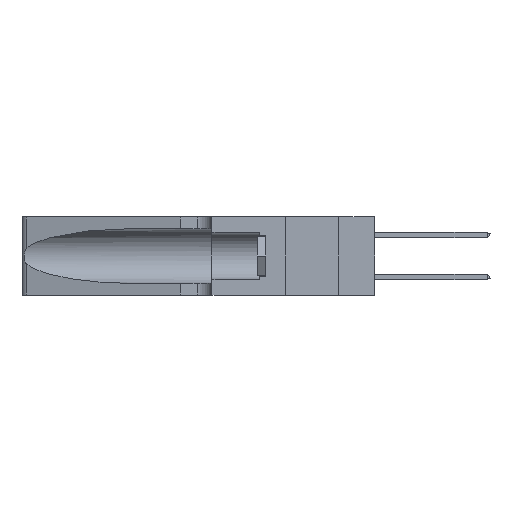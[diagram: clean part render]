
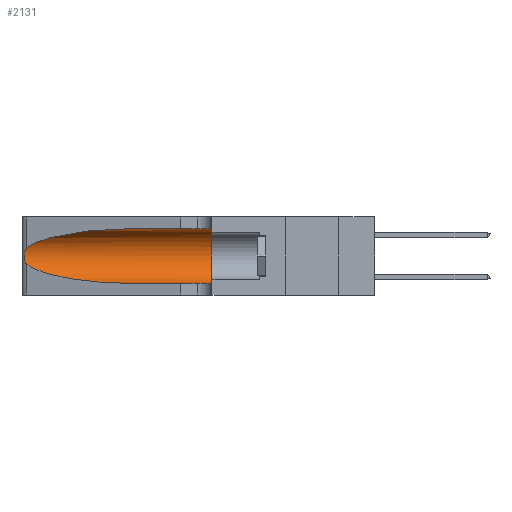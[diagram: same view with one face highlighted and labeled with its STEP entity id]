
A CAD part, left-side view. The second image highlights one B-rep face of the part: STEP entity #2131.
In plain terms, the highlighted cylindrical face has radius 3.308 mm (diameter 6.617 mm), a partial arc.
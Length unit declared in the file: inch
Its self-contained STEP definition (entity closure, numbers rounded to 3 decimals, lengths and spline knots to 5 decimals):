
#773 = CARTESIAN_POINT ( 'NONE',  ( 0.25487, 1.22718, 0.14631 ) ) ;
#1166 = CARTESIAN_POINT ( 'NONE',  ( 0.1305, 1.61858, 0.05475 ) ) ;
#1515 = VERTEX_POINT ( 'NONE', #15846 ) ;
#1688 = VERTEX_POINT ( 'NONE', #19291 ) ;
#1914 = CARTESIAN_POINT ( 'NONE',  ( 0.25639, 1.23186, 0.15144 ) ) ;
#2131 = ADVANCED_FACE ( 'NONE', ( #4302 ), #3551, .F. ) ;
#2712 = ORIENTED_EDGE ( 'NONE', *, *, #18839, .F. ) ;
#3551 = CYLINDRICAL_SURFACE ( 'NONE', #17746, 0.13025 ) ;
#4122 = CARTESIAN_POINT ( 'NONE',  ( 0.2373, 1.15595, 0.08982 ) ) ;
#4249 = CARTESIAN_POINT ( 'NONE',  ( 0.25555, 1.22994, 0.2215 ) ) ;
#4302 = FACE_OUTER_BOUND ( 'NONE', #17376, .T. ) ;
#4351 = CARTESIAN_POINT ( 'NONE',  ( 0.25487, 1.22718, 0.14631 ) ) ;
#4773 = ORIENTED_EDGE ( 'NONE', *, *, #26730, .T. ) ;
#5579 = CIRCLE ( 'NONE', #27909, 0.13025 ) ;
#5632 =( BOUNDED_CURVE ( )  B_SPLINE_CURVE ( 3, ( #6488, #4122, #8894, #25385 ),
 .UNSPECIFIED., .F., .T. ) 
 B_SPLINE_CURVE_WITH_KNOTS ( ( 4, 4 ),
 ( 3.44316, 4.71239 ),
 .UNSPECIFIED. ) 
 CURVE ( )  GEOMETRIC_REPRESENTATION_ITEM ( )  RATIONAL_B_SPLINE_CURVE ( ( 1., 0.87, 0.87, 1. ) ) 
 REPRESENTATION_ITEM ( '' )  );
#6249 = CARTESIAN_POINT ( 'NONE',  ( 0.18966, 0.96281, 0.31525 ) ) ;
#6488 = CARTESIAN_POINT ( 'NONE',  ( 0.25487, 1.22718, 0.14631 ) ) ;
#6616 = CARTESIAN_POINT ( 'NONE',  ( 0.25639, 1.23184, 0.21858 ) ) ;
#6956 = VERTEX_POINT ( 'NONE', #23039 ) ;
#7389 = EDGE_CURVE ( 'NONE', #14761, #1515, #5579, .T. ) ;
#8293 = DIRECTION ( 'NONE',  ( 0., -1., 0. ) ) ;
#8758 = CARTESIAN_POINT ( 'NONE',  ( 0.1305, 0.72297, 0.31525 ) ) ;
#8894 = CARTESIAN_POINT ( 'NONE',  ( 0.18966, 0.96281, 0.05475 ) ) ;
#9028 = CARTESIAN_POINT ( 'NONE',  ( 0.25854, 1.2359, 0.20912 ) ) ;
#9742 = VERTEX_POINT ( 'NONE', #773 ) ;
#10658 = CARTESIAN_POINT ( 'NONE',  ( 0.1305, 0.35, 0.185 ) ) ;
#11403 = EDGE_CURVE ( 'NONE', #9742, #6956, #5632, .T. ) ;
#11443 = CARTESIAN_POINT ( 'NONE',  ( 0.26075, 1.23896, 0.19203 ) ) ;
#13071 = DIRECTION ( 'NONE',  ( 0., 0., 1. ) ) ;
#13535 = ORIENTED_EDGE ( 'NONE', *, *, #19864, .T. ) ;
#13753 = DIRECTION ( 'NONE',  ( 0., -1., 0. ) ) ;
#13816 = CARTESIAN_POINT ( 'NONE',  ( 0.26017, 1.23833, 0.17102 ) ) ;
#14280 = VERTEX_POINT ( 'NONE', #17123 ) ;
#14421 = DIRECTION ( 'NONE',  ( 0., -1., 0. ) ) ;
#14761 = VERTEX_POINT ( 'NONE', #21707 ) ;
#15846 = CARTESIAN_POINT ( 'NONE',  ( 0.1305, 0.35, 0.05475 ) ) ;
#15911 = CARTESIAN_POINT ( 'NONE',  ( 0.25487, 1.22718, 0.22369 ) ) ;
#16116 = LINE ( 'NONE', #26127, #27902 ) ;
#16181 = CARTESIAN_POINT ( 'NONE',  ( 0.25789, 1.23486, 0.15765 ) ) ;
#17123 = CARTESIAN_POINT ( 'NONE',  ( 0.25487, 1.22718, 0.22369 ) ) ;
#17292 =( BOUNDED_CURVE ( )  B_SPLINE_CURVE ( 3, ( #8758, #6249, #30024, #15911 ),
 .UNSPECIFIED., .F., .T. ) 
 B_SPLINE_CURVE_WITH_KNOTS ( ( 4, 4 ),
 ( 1.5708, 2.84003 ),
 .UNSPECIFIED. ) 
 CURVE ( )  GEOMETRIC_REPRESENTATION_ITEM ( )  RATIONAL_B_SPLINE_CURVE ( ( 1., 0.87, 0.87, 1. ) ) 
 REPRESENTATION_ITEM ( '' )  );
#17376 = EDGE_LOOP ( 'NONE', ( #13535, #29695, #19971, #4773, #27741, #2712 ) ) ;
#17746 = AXIS2_PLACEMENT_3D ( 'NONE', #23081, #13753, #18266 ) ;
#18266 = DIRECTION ( 'NONE',  ( 0., 0., -1. ) ) ;
#18529 = CARTESIAN_POINT ( 'NONE',  ( 0.25555, 1.22993, 0.14849 ) ) ;
#18681 = EDGE_CURVE ( 'NONE', #14280, #9742, #18837, .T. ) ;
#18837 = B_SPLINE_CURVE_WITH_KNOTS ( 'NONE', 3,
 ( #27707, #4249, #6616, #23159, #9028, #25524, #11443, #27918, #13816, #30287, #16181, #1914, #18529, #4351 ),
 .UNSPECIFIED., .F., .F.,
 ( 4, 2, 2, 2, 2, 2, 4 ),
 ( 0., 0.00027, 0.00053, 0.00107, 0.0016, 0.00187, 0.00214 ),
 .UNSPECIFIED. ) ;
#18839 = EDGE_CURVE ( 'NONE', #1688, #14761, #16116, .T. ) ;
#19291 = CARTESIAN_POINT ( 'NONE',  ( 0.1305, 0.72297, 0.31525 ) ) ;
#19864 = EDGE_CURVE ( 'NONE', #1688, #14280, #17292, .T. ) ;
#19971 = ORIENTED_EDGE ( 'NONE', *, *, #11403, .T. ) ;
#20854 = VECTOR ( 'NONE', #8293, 39.37008 ) ;
#21707 = CARTESIAN_POINT ( 'NONE',  ( 0.1305, 0.35, 0.31525 ) ) ;
#23039 = CARTESIAN_POINT ( 'NONE',  ( 0.1305, 0.72297, 0.05475 ) ) ;
#23081 = CARTESIAN_POINT ( 'NONE',  ( 0.1305, 1.61858, 0.185 ) ) ;
#23159 = CARTESIAN_POINT ( 'NONE',  ( 0.25787, 1.23484, 0.2124 ) ) ;
#25385 = CARTESIAN_POINT ( 'NONE',  ( 0.1305, 0.72297, 0.05475 ) ) ;
#25524 = CARTESIAN_POINT ( 'NONE',  ( 0.26018, 1.23835, 0.19895 ) ) ;
#26127 = CARTESIAN_POINT ( 'NONE',  ( 0.1305, 1.61858, 0.31525 ) ) ;
#26730 = EDGE_CURVE ( 'NONE', #6956, #1515, #27091, .T. ) ;
#27091 = LINE ( 'NONE', #1166, #20854 ) ;
#27140 = DIRECTION ( 'NONE',  ( 0., 1., 0. ) ) ;
#27707 = CARTESIAN_POINT ( 'NONE',  ( 0.25487, 1.22718, 0.22369 ) ) ;
#27741 = ORIENTED_EDGE ( 'NONE', *, *, #7389, .F. ) ;
#27902 = VECTOR ( 'NONE', #14421, 39.37008 ) ;
#27909 = AXIS2_PLACEMENT_3D ( 'NONE', #10658, #27140, #13071 ) ;
#27918 = CARTESIAN_POINT ( 'NONE',  ( 0.26075, 1.23896, 0.178 ) ) ;
#29695 = ORIENTED_EDGE ( 'NONE', *, *, #18681, .T. ) ;
#30024 = CARTESIAN_POINT ( 'NONE',  ( 0.2373, 1.15595, 0.28018 ) ) ;
#30287 = CARTESIAN_POINT ( 'NONE',  ( 0.25856, 1.23593, 0.16098 ) ) ;
